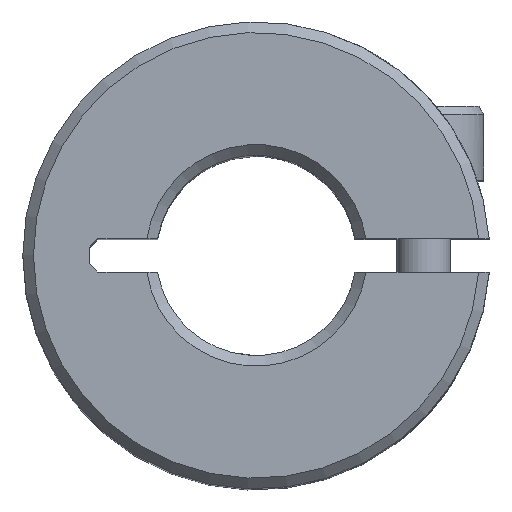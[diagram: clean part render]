
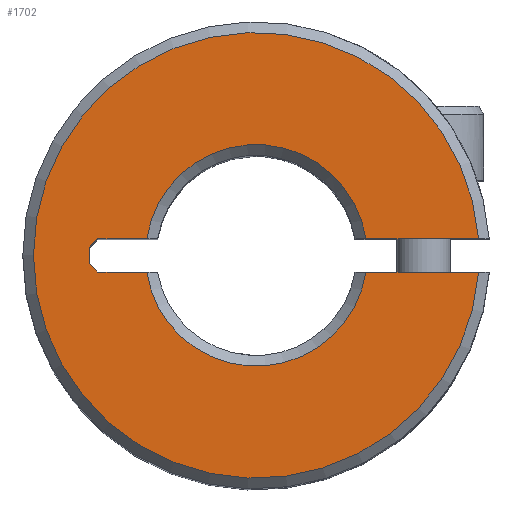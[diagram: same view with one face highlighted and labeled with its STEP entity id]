
A CAD part, top view. The second image highlights one B-rep face of the part: STEP entity #1702.
In plain terms, the highlighted planar face has unit normal (0, 0, 1).
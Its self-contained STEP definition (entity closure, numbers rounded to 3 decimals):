
#63=LINE('',#2450,#187);
#87=LINE('',#3016,#211);
#96=LINE('',#3066,#220);
#97=LINE('',#3081,#221);
#98=LINE('',#3083,#222);
#99=LINE('',#3085,#223);
#100=LINE('',#3087,#224);
#187=VECTOR('',#1984,5.364);
#211=VECTOR('',#2040,5.364);
#220=VECTOR('',#2069,2.33);
#221=VECTOR('',#2076,0.561);
#222=VECTOR('',#2077,0.794);
#223=VECTOR('',#2078,0.561);
#224=VECTOR('',#2079,2.33);
#320=PLANE('',#1828);
#440=FACE_OUTER_BOUND('',#559,.T.);
#559=EDGE_LOOP('',(#1233,#1234,#1235,#1236,#1237,#1238,#1239,#1240,#1241,
#1242));
#694=CIRCLE('',#1827,5.271);
#695=CIRCLE('',#1829,5.271);
#696=CIRCLE('',#1830,10.605);
#747=VERTEX_POINT('',#2438);
#748=VERTEX_POINT('',#2449);
#797=VERTEX_POINT('',#3004);
#798=VERTEX_POINT('',#3015);
#808=VERTEX_POINT('',#3063);
#809=VERTEX_POINT('',#3065);
#810=VERTEX_POINT('',#3080);
#811=VERTEX_POINT('',#3082);
#812=VERTEX_POINT('',#3084);
#813=VERTEX_POINT('',#3086);
#907=EDGE_CURVE('',#748,#747,#63,.T.);
#963=EDGE_CURVE('',#798,#797,#87,.T.);
#979=EDGE_CURVE('',#809,#808,#96,.T.);
#981=EDGE_CURVE('',#797,#809,#694,.T.);
#982=EDGE_CURVE('',#808,#810,#97,.T.);
#983=EDGE_CURVE('',#810,#811,#98,.T.);
#984=EDGE_CURVE('',#811,#812,#99,.T.);
#985=EDGE_CURVE('',#812,#813,#100,.T.);
#986=EDGE_CURVE('',#813,#748,#695,.T.);
#987=EDGE_CURVE('',#747,#798,#696,.T.);
#1233=ORIENTED_EDGE('',*,*,#982,.T.);
#1234=ORIENTED_EDGE('',*,*,#983,.T.);
#1235=ORIENTED_EDGE('',*,*,#984,.T.);
#1236=ORIENTED_EDGE('',*,*,#985,.T.);
#1237=ORIENTED_EDGE('',*,*,#986,.T.);
#1238=ORIENTED_EDGE('',*,*,#907,.T.);
#1239=ORIENTED_EDGE('',*,*,#987,.T.);
#1240=ORIENTED_EDGE('',*,*,#963,.T.);
#1241=ORIENTED_EDGE('',*,*,#981,.T.);
#1242=ORIENTED_EDGE('',*,*,#979,.T.);
#1702=ADVANCED_FACE('',(#440),#320,.T.);
#1827=AXIS2_PLACEMENT_3D('',#3078,#2072,#2073);
#1828=AXIS2_PLACEMENT_3D('',#3079,#2074,#2075);
#1829=AXIS2_PLACEMENT_3D('',#3088,#2080,#2081);
#1830=AXIS2_PLACEMENT_3D('',#3089,#2082,#2083);
#1984=DIRECTION('',(1.,0.,0.));
#2040=DIRECTION('',(-1.,0.,0.));
#2069=DIRECTION('',(-1.,0.,0.));
#2072=DIRECTION('center_axis',(0.,0.,-1.));
#2073=DIRECTION('ref_axis',(0.989,-0.151,0.));
#2074=DIRECTION('center_axis',(0.,0.,1.));
#2075=DIRECTION('ref_axis',(1.,0.,0.));
#2076=DIRECTION('',(-0.707,0.707,0.));
#2077=DIRECTION('',(0.,1.,0.));
#2078=DIRECTION('',(0.707,0.707,0.));
#2079=DIRECTION('',(1.,0.,0.));
#2080=DIRECTION('center_axis',(0.,0.,-1.));
#2081=DIRECTION('ref_axis',(-0.989,0.151,0.));
#2082=DIRECTION('center_axis',(0.,0.,1.));
#2083=DIRECTION('ref_axis',(-1.,0.,0.));
#2438=CARTESIAN_POINT('',(10.575,0.794,17.463));
#2449=CARTESIAN_POINT('',(5.21,0.794,17.463));
#2450=CARTESIAN_POINT('',(5.21,0.794,17.463));
#3004=CARTESIAN_POINT('',(5.21,-0.794,17.463));
#3015=CARTESIAN_POINT('',(10.575,-0.794,17.463));
#3016=CARTESIAN_POINT('',(10.575,-0.794,17.463));
#3063=CARTESIAN_POINT('',(-7.541,-0.794,17.463));
#3065=CARTESIAN_POINT('',(-5.21,-0.794,17.463));
#3066=CARTESIAN_POINT('',(-5.21,-0.794,17.463));
#3078=CARTESIAN_POINT('Origin',(0.,0.,17.463));
#3079=CARTESIAN_POINT('Origin',(0.,0.,17.463));
#3080=CARTESIAN_POINT('',(-7.938,-0.397,17.463));
#3081=CARTESIAN_POINT('',(-7.541,-0.794,17.463));
#3082=CARTESIAN_POINT('',(-7.938,0.397,17.463));
#3083=CARTESIAN_POINT('',(-7.938,-0.397,17.463));
#3084=CARTESIAN_POINT('',(-7.541,0.794,17.463));
#3085=CARTESIAN_POINT('',(-7.938,0.397,17.463));
#3086=CARTESIAN_POINT('',(-5.21,0.794,17.463));
#3087=CARTESIAN_POINT('',(-7.541,0.794,17.463));
#3088=CARTESIAN_POINT('Origin',(0.,0.,17.463));
#3089=CARTESIAN_POINT('Origin',(0.,0.,17.463));
